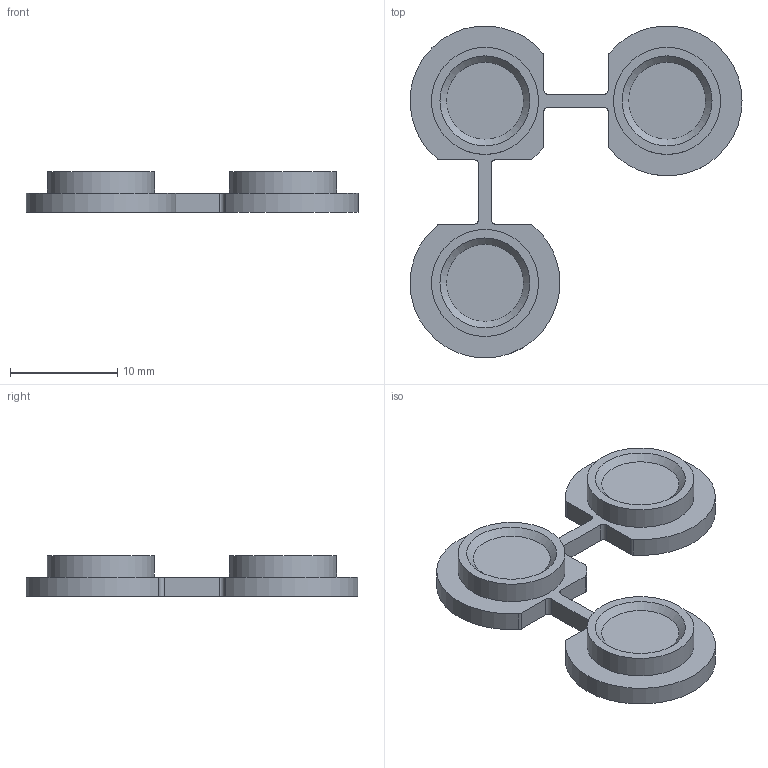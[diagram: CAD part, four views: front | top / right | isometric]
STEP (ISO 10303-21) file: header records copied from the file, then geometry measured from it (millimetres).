
FILE_DESCRIPTION(('HOOPS Exchange Step'),'2;1');
FILE_NAME('temp_export','2021-02-08T07:13:15-05:00',('poastoast'),('Shapr3D Limited'),'HOOPS Exchange 2020.2','Shapr3D','Authorized');
FILE_SCHEMA( ('AP203_CONFIGURATION_CONTROLLED_3D_DESIGN_OF_MECHANICAL_PARTS_AND_ASSEMBLIES_MIM_LF') );
Length unit declared in the file: millimetre
Products named in the file (1): 09E7A4CC-5220-4365-BBCB-8627FEFC1A93.tmp
Bounding box: 31 x 30.99 x 3.8 mm (x, y, z)
Volume: 1178.9 mm3; surface area: 1353.4 mm2
Topology: 1 solids, 1 shells, 48 faces, 126 edges, 86 vertices
Faces by surface type: cylinder 25, plane 20, cone 3
Full cylindrical faces by diameter (mm): 10 x3
Entity records: 1544 total; most frequent: DIRECTION 286, CARTESIAN_POINT 261, ORIENTED_EDGE 252, EDGE_CURVE 126, AXIS2_PLACEMENT_3D 111, VERTEX_POINT 86, VECTOR 64, LINE 64
